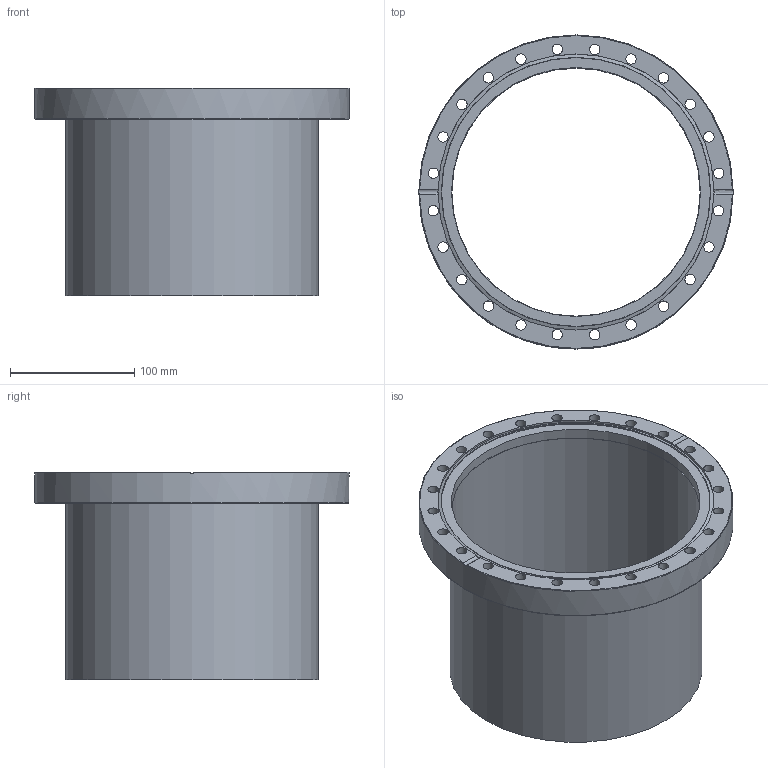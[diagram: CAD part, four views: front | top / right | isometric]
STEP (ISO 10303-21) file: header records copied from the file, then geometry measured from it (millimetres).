
FILE_DESCRIPTION((''),'2;1');
FILE_NAME('TU200-304.stp','2009-04-03T10:41:02',('hasers'),(''),'Autodesk Inventor 2008','Autodesk Inventor 2008','');
FILE_SCHEMA(('AUTOMOTIVE_DESIGN { 1 0 10303 214 1 1 1 1 }'));
Length unit declared in the file: millimetre
Products named in the file (3): TU200-304; CF-07 [Keywords [Summary]=1.4301][Company [Summary]=Vacom][Title [Summary]=F200B203]; R304-203,2x1,6_1
Assembly tree (2 placements, depth 2):
  TU200-304
    CF-07 [Keywords [Summary]=1.4301][Company [Summary]=Vacom][Title [Summary]=F200B203]
    R304-203,2x1,6_1
Bounding box: 253 x 253 x 167 mm (x, y, z)
Volume: 570056 mm3; surface area: 288132 mm2
Topology: 2 solids, 2 shells, 45 faces, 141 edges, 101 vertices
Faces by surface type: bspline 26, plane 7, cylinder 6, torus 4, cone 2
Full cylindrical faces by diameter (mm): 200.5 x1, 203.2 x1, 203.7 x1, 222.3 x1, 253 x1
Entity records: 1846 total; most frequent: CARTESIAN_POINT 759, DIRECTION 188, ORIENTED_EDGE 160, EDGE_LOOP 132, AXIS2_PLACEMENT_3D 92, FACE_BOUND 87, EDGE_CURVE 80, VERTEX_POINT 74
